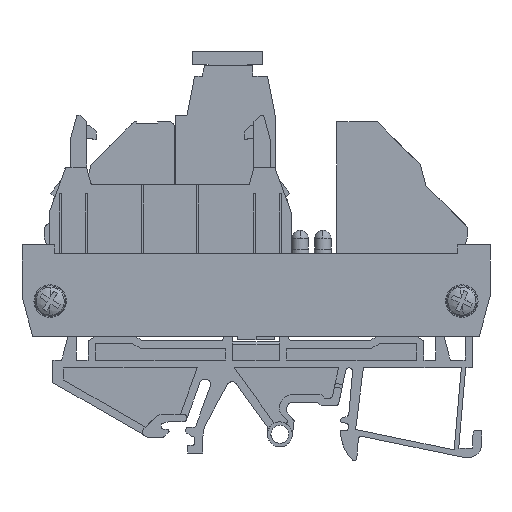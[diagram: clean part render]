
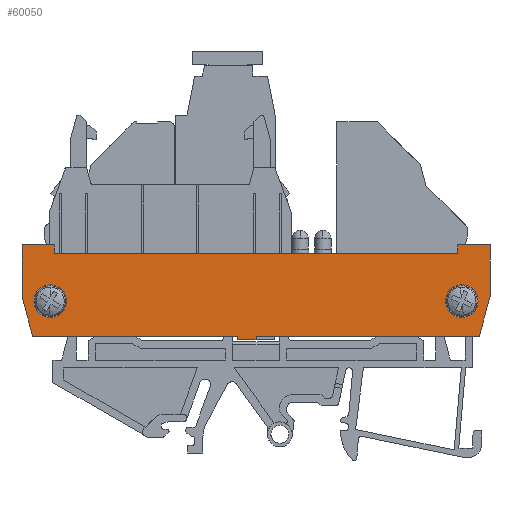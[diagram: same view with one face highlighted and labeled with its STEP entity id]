
A CAD part, left-side view. The second image highlights one B-rep face of the part: STEP entity #60050.
In plain terms, the highlighted planar face has unit normal (-1, 0, 0).
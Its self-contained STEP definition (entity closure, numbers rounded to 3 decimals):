
#25588=AXIS2_PLACEMENT_3D('Circle Axis2P3D',#25586,#25587,$) ;
#25618=AXIS2_PLACEMENT_3D('Circle Axis2P3D',#25616,#25617,$) ;
#25652=AXIS2_PLACEMENT_3D('Circle Axis2P3D',#25650,#25651,$) ;
#25682=AXIS2_PLACEMENT_3D('Circle Axis2P3D',#25680,#25681,$) ;
#60024=AXIS2_PLACEMENT_3D('Plane Axis2P3D',#60021,#60022,#60023) ;
#1207=CARTESIAN_POINT('Vertex',(0.,46.7,22.952)) ;
#1210=CARTESIAN_POINT('Line Origine',(0.,65.568,22.952)) ;
#1214=CARTESIAN_POINT('Vertex',(0.,84.435,22.952)) ;
#1524=CARTESIAN_POINT('Vertex',(0.,1.965,22.952)) ;
#1527=CARTESIAN_POINT('Line Origine',(0.,22.582,22.952)) ;
#1531=CARTESIAN_POINT('Vertex',(0.,43.2,22.952)) ;
#2239=CARTESIAN_POINT('Line Origine',(0.,85.418,26.618)) ;
#2243=CARTESIAN_POINT('Vertex',(0.,86.4,30.284)) ;
#2275=CARTESIAN_POINT('Vertex',(0.,46.7,22.292)) ;
#2278=CARTESIAN_POINT('Line Origine',(0.,46.7,22.622)) ;
#5796=CARTESIAN_POINT('Line Origine',(0.,43.2,22.622)) ;
#5800=CARTESIAN_POINT('Vertex',(0.,43.2,22.292)) ;
#5832=CARTESIAN_POINT('Vertex',(0.,0.,30.284)) ;
#5835=CARTESIAN_POINT('Line Origine',(0.,0.982,26.618)) ;
#6718=CARTESIAN_POINT('Line Origine',(0.,44.95,22.292)) ;
#25583=CARTESIAN_POINT('Vertex',(0.,8.2,29.452)) ;
#25586=CARTESIAN_POINT('Axis2P3D Location',(0.,5.2,29.452)) ;
#25590=CARTESIAN_POINT('Vertex',(0.,2.2,29.452)) ;
#25616=CARTESIAN_POINT('Axis2P3D Location',(0.,5.2,29.452)) ;
#25647=CARTESIAN_POINT('Vertex',(0.,84.2,29.452)) ;
#25650=CARTESIAN_POINT('Axis2P3D Location',(0.,81.2,29.452)) ;
#25654=CARTESIAN_POINT('Vertex',(0.,78.2,29.452)) ;
#25680=CARTESIAN_POINT('Axis2P3D Location',(0.,81.2,29.452)) ;
#50532=CARTESIAN_POINT('Vertex',(0.,6.,38.252)) ;
#50535=CARTESIAN_POINT('Line Origine',(0.,6.,39.052)) ;
#50539=CARTESIAN_POINT('Vertex',(0.,6.,39.852)) ;
#50564=CARTESIAN_POINT('Vertex',(0.,80.4,38.252)) ;
#50567=CARTESIAN_POINT('Line Origine',(0.,43.2,38.252)) ;
#50589=CARTESIAN_POINT('Vertex',(0.,80.4,39.852)) ;
#50592=CARTESIAN_POINT('Line Origine',(0.,80.4,39.052)) ;
#54267=CARTESIAN_POINT('Line Origine',(0.,3.,39.852)) ;
#54271=CARTESIAN_POINT('Vertex',(0.,0.,39.852)) ;
#54355=CARTESIAN_POINT('Line Origine',(0.,0.,35.068)) ;
#59499=CARTESIAN_POINT('Vertex',(0.,86.4,39.852)) ;
#59502=CARTESIAN_POINT('Line Origine',(0.,83.4,39.852)) ;
#59523=CARTESIAN_POINT('Line Origine',(0.,86.4,35.068)) ;
#60021=CARTESIAN_POINT('Axis2P3D Location',(0.,0.9,30.403)) ;
#1211=DIRECTION('Vector Direction',(0.,1.,0.)) ;
#1528=DIRECTION('Vector Direction',(0.,1.,0.)) ;
#2240=DIRECTION('Vector Direction',(0.,0.259,0.966)) ;
#2279=DIRECTION('Vector Direction',(0.,0.,-1.)) ;
#5797=DIRECTION('Vector Direction',(0.,0.,-1.)) ;
#5836=DIRECTION('Vector Direction',(0.,0.259,-0.966)) ;
#6719=DIRECTION('Vector Direction',(0.,1.,0.)) ;
#25587=DIRECTION('Axis2P3D Direction',(-1.,0.,0.)) ;
#25617=DIRECTION('Axis2P3D Direction',(-1.,0.,0.)) ;
#25651=DIRECTION('Axis2P3D Direction',(-1.,0.,0.)) ;
#25681=DIRECTION('Axis2P3D Direction',(-1.,0.,0.)) ;
#50536=DIRECTION('Vector Direction',(0.,0.,1.)) ;
#50568=DIRECTION('Vector Direction',(0.,-1.,0.)) ;
#50593=DIRECTION('Vector Direction',(0.,0.,-1.)) ;
#54268=DIRECTION('Vector Direction',(0.,-1.,0.)) ;
#54356=DIRECTION('Vector Direction',(0.,0.,-1.)) ;
#59503=DIRECTION('Vector Direction',(0.,-1.,0.)) ;
#59524=DIRECTION('Vector Direction',(0.,0.,1.)) ;
#60022=DIRECTION('Axis2P3D Direction',(1.,0.,-0.)) ;
#60023=DIRECTION('Axis2P3D XDirection',(0.,1.,0.)) ;
#1212=VECTOR('Line Direction',#1211,1.) ;
#1529=VECTOR('Line Direction',#1528,1.) ;
#2241=VECTOR('Line Direction',#2240,1.) ;
#2280=VECTOR('Line Direction',#2279,1.) ;
#5798=VECTOR('Line Direction',#5797,1.) ;
#5837=VECTOR('Line Direction',#5836,1.) ;
#6720=VECTOR('Line Direction',#6719,1.) ;
#50537=VECTOR('Line Direction',#50536,1.) ;
#50569=VECTOR('Line Direction',#50568,1.) ;
#50594=VECTOR('Line Direction',#50593,1.) ;
#54269=VECTOR('Line Direction',#54268,1.) ;
#54357=VECTOR('Line Direction',#54356,1.) ;
#59504=VECTOR('Line Direction',#59503,1.) ;
#59525=VECTOR('Line Direction',#59524,1.) ;
#60027=ORIENTED_EDGE('',*,*,#5839,.F.) ;
#60028=ORIENTED_EDGE('',*,*,#54359,.F.) ;
#60029=ORIENTED_EDGE('',*,*,#54273,.F.) ;
#60030=ORIENTED_EDGE('',*,*,#50541,.F.) ;
#60031=ORIENTED_EDGE('',*,*,#50571,.F.) ;
#60032=ORIENTED_EDGE('',*,*,#50596,.F.) ;
#60033=ORIENTED_EDGE('',*,*,#59506,.F.) ;
#60034=ORIENTED_EDGE('',*,*,#59527,.F.) ;
#60035=ORIENTED_EDGE('',*,*,#2245,.F.) ;
#60036=ORIENTED_EDGE('',*,*,#1216,.F.) ;
#60037=ORIENTED_EDGE('',*,*,#2282,.T.) ;
#60038=ORIENTED_EDGE('',*,*,#6722,.F.) ;
#60039=ORIENTED_EDGE('',*,*,#5802,.F.) ;
#60040=ORIENTED_EDGE('',*,*,#1533,.F.) ;
#60043=ORIENTED_EDGE('',*,*,#25620,.F.) ;
#60044=ORIENTED_EDGE('',*,*,#25592,.F.) ;
#60047=ORIENTED_EDGE('',*,*,#25684,.F.) ;
#60048=ORIENTED_EDGE('',*,*,#25656,.F.) ;
#60045=FACE_BOUND('',#60042,.T.) ;
#60049=FACE_BOUND('',#60046,.T.) ;
#60050=ADVANCED_FACE('NONE',(#60041,#60045,#60049),#60025,.F.) ;
#25589=CIRCLE('generated circle',#25588,3.) ;
#25619=CIRCLE('generated circle',#25618,3.) ;
#25653=CIRCLE('generated circle',#25652,3.) ;
#25683=CIRCLE('generated circle',#25682,3.) ;
#1216=EDGE_CURVE('',#1208,#1215,#1213,.T.) ;
#1533=EDGE_CURVE('',#1525,#1532,#1530,.T.) ;
#2245=EDGE_CURVE('',#1215,#2244,#2242,.T.) ;
#2282=EDGE_CURVE('',#1208,#2276,#2281,.T.) ;
#5802=EDGE_CURVE('',#1532,#5801,#5799,.T.) ;
#5839=EDGE_CURVE('',#5833,#1525,#5838,.T.) ;
#6722=EDGE_CURVE('',#5801,#2276,#6721,.T.) ;
#25592=EDGE_CURVE('',#25584,#25591,#25589,.T.) ;
#25620=EDGE_CURVE('',#25591,#25584,#25619,.T.) ;
#25656=EDGE_CURVE('',#25648,#25655,#25653,.T.) ;
#25684=EDGE_CURVE('',#25655,#25648,#25683,.T.) ;
#50541=EDGE_CURVE('',#50533,#50540,#50538,.T.) ;
#50571=EDGE_CURVE('',#50565,#50533,#50570,.T.) ;
#50596=EDGE_CURVE('',#50590,#50565,#50595,.T.) ;
#54273=EDGE_CURVE('',#50540,#54272,#54270,.T.) ;
#54359=EDGE_CURVE('',#54272,#5833,#54358,.T.) ;
#59506=EDGE_CURVE('',#59500,#50590,#59505,.T.) ;
#59527=EDGE_CURVE('',#2244,#59500,#59526,.T.) ;
#60026=EDGE_LOOP('',(#60027,#60028,#60029,#60030,#60031,#60032,#60033,#60034,#60035,#60036,#60037,#60038,#60039,#60040)) ;
#60042=EDGE_LOOP('',(#60043,#60044)) ;
#60046=EDGE_LOOP('',(#60047,#60048)) ;
#60041=FACE_OUTER_BOUND('',#60026,.T.) ;
#1213=LINE('Line',#1210,#1212) ;
#1530=LINE('Line',#1527,#1529) ;
#2242=LINE('Line',#2239,#2241) ;
#2281=LINE('Line',#2278,#2280) ;
#5799=LINE('Line',#5796,#5798) ;
#5838=LINE('Line',#5835,#5837) ;
#6721=LINE('Line',#6718,#6720) ;
#50538=LINE('Line',#50535,#50537) ;
#50570=LINE('Line',#50567,#50569) ;
#50595=LINE('Line',#50592,#50594) ;
#54270=LINE('Line',#54267,#54269) ;
#54358=LINE('Line',#54355,#54357) ;
#59505=LINE('Line',#59502,#59504) ;
#59526=LINE('Line',#59523,#59525) ;
#60025=PLANE('',#60024) ;
#1208=VERTEX_POINT('',#1207) ;
#1215=VERTEX_POINT('',#1214) ;
#1525=VERTEX_POINT('',#1524) ;
#1532=VERTEX_POINT('',#1531) ;
#2244=VERTEX_POINT('',#2243) ;
#2276=VERTEX_POINT('',#2275) ;
#5801=VERTEX_POINT('',#5800) ;
#5833=VERTEX_POINT('',#5832) ;
#25584=VERTEX_POINT('',#25583) ;
#25591=VERTEX_POINT('',#25590) ;
#25648=VERTEX_POINT('',#25647) ;
#25655=VERTEX_POINT('',#25654) ;
#50533=VERTEX_POINT('',#50532) ;
#50540=VERTEX_POINT('',#50539) ;
#50565=VERTEX_POINT('',#50564) ;
#50590=VERTEX_POINT('',#50589) ;
#54272=VERTEX_POINT('',#54271) ;
#59500=VERTEX_POINT('',#59499) ;
